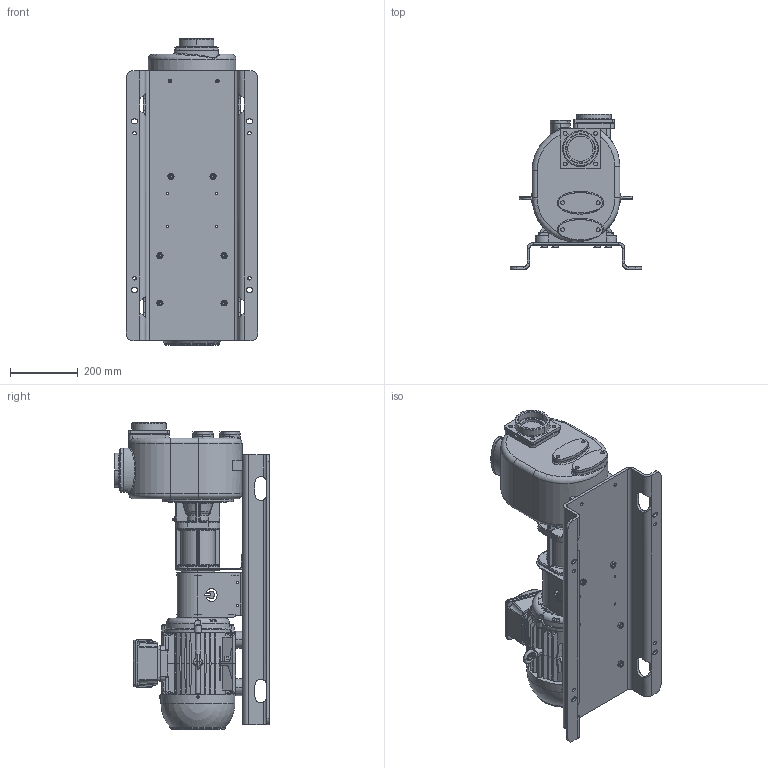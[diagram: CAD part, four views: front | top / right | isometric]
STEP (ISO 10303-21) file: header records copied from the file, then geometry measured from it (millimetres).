
FILE_DESCRIPTION((''),'2;1');
FILE_NAME('S_80_BIT','2017-11-08T17:04:11',('Nicola'),(''),'CREO PARAMETRIC BY PTC INC, 2017110','CREO PARAMETRIC BY PTC INC, 2017110','');
FILE_SCHEMA(('CONFIG_CONTROL_DESIGN'));
Products named in the file (1): S_80_BIT
Bounding box: 390 x 459 x 906.6 mm (x, y, z)
Volume: 32221433.7 mm3; surface area: 2190234.2 mm2
Topology: 3 solids, 3 shells, 3344 faces, 8645 edges, 5496 vertices
Faces by surface type: plane 2080, cylinder 610, cone 350, torus 142, bspline 142, sphere 12, extrusion 8
Entity records: 138479 total; most frequent: CARTESIAN_POINT 58327, ORIENTED_EDGE 17278, DIRECTION 15589, EDGE_CURVE 8639, VERTEX_POINT 5496, AXIS2_PLACEMENT_3D 5204, VECTOR 5181, LINE 5173
